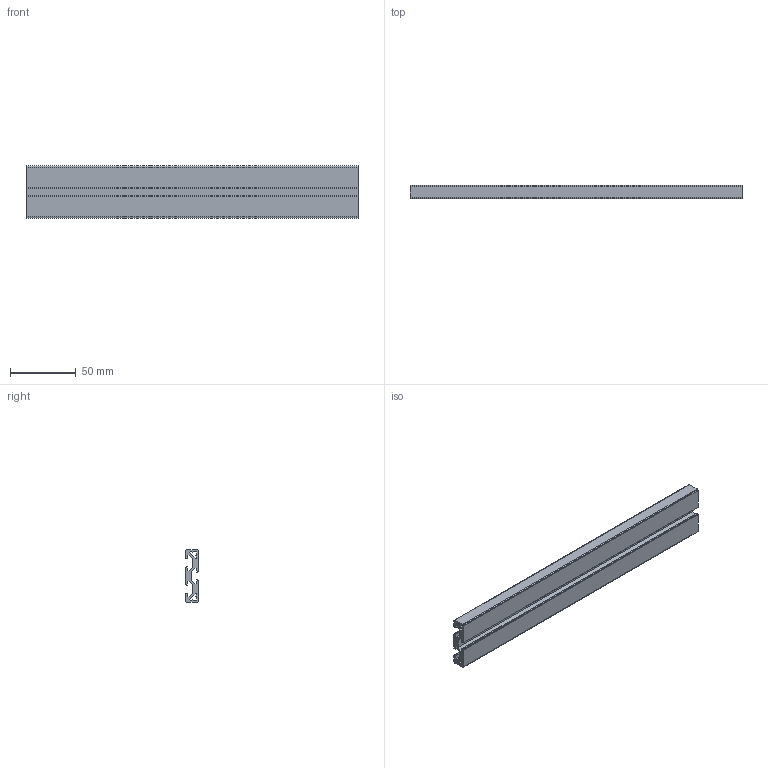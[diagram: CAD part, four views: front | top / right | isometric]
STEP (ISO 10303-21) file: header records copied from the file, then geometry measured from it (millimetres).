
FILE_DESCRIPTION(('STEP AP214'),'1');
FILE_NAME('3842993683_064116159.stp','2025-07-17T04:41:16',(''),(''),'XStep 1.0','it-motive AG (itm_Acis_A0019_01R_32.dll)',' ');
FILE_SCHEMA(('automotive_design'));
Length unit declared in the file: millimetre
Products named in the file (1): PROFIL
Bounding box: 253 x 10 x 40 mm (x, y, z)
Volume: 54094.4 mm3; surface area: 50246.8 mm2
Topology: 1 solids, 1 shells, 94 faces, 276 edges, 184 vertices
Faces by surface type: plane 70, cylinder 24
Entity records: 3892 total; most frequent: CARTESIAN_POINT 555, ORIENTED_EDGE 552, DIRECTION 514, EDGE_CURVE 276, LINE 228, VECTOR 228, VERTEX_POINT 184, AXIS2_PLACEMENT_3D 143
